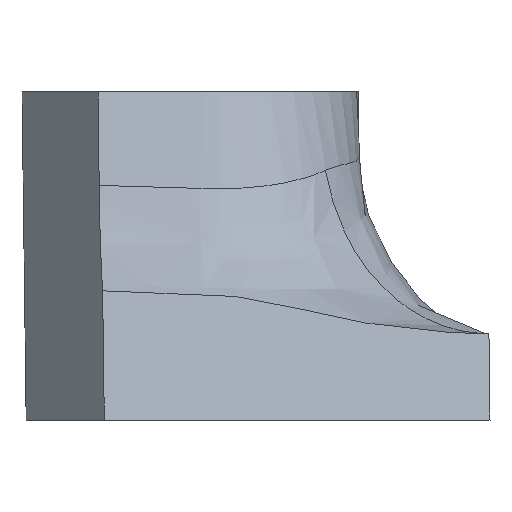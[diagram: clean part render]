
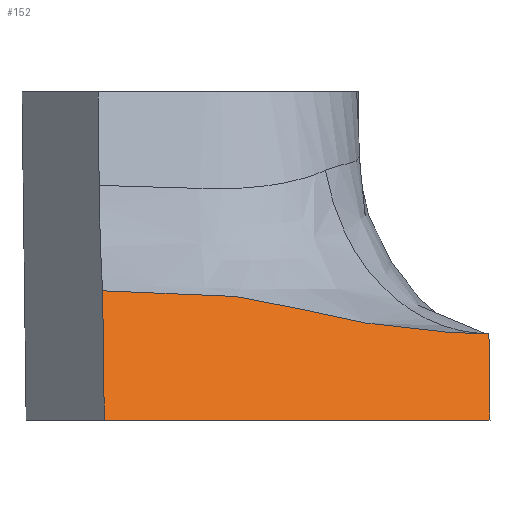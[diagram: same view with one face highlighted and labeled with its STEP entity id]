
A CAD part, left-side view. The second image highlights one B-rep face of the part: STEP entity #152.
In plain terms, the highlighted planar face has unit normal (-0.938, -0.078, 0.339).
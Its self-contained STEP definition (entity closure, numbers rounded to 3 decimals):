
#4 = CARTESIAN_POINT ( 'NONE',  ( 5387.183, -61.161, 6198.176 ) ) ;
#21 = CARTESIAN_POINT ( 'NONE',  ( 5387.163, -45.058, 6201.838 ) ) ;
#27 = CARTESIAN_POINT ( 'NONE',  ( 5387.215, -45.903, 6201.786 ) ) ;
#43 = EDGE_CURVE ( 'NONE', #1124, #836, #642, .T. ) ;
#47 = CARTESIAN_POINT ( 'NONE',  ( 5387.446, -53.49, 6200.676 ) ) ;
#79 = ORIENTED_EDGE ( 'NONE', *, *, #598, .T. ) ;
#85 = EDGE_LOOP ( 'NONE', ( #79, #930, #248, #342, #1030 ) ) ;
#120 = CARTESIAN_POINT ( 'NONE',  ( 5387.25, -48.196, 6201.353 ) ) ;
#123 = CARTESIAN_POINT ( 'NONE',  ( 5653.289, -26.909, 6943.352 ) ) ;
#152 = ADVANCED_FACE ( 'NONE', ( #791 ), #1198, .F. ) ;
#201 = CARTESIAN_POINT ( 'NONE',  ( 5386.546, -53.521, 6198.176 ) ) ;
#215 = CARTESIAN_POINT ( 'NONE',  ( 5387.179, -45.27, 6201.834 ) ) ;
#220 = B_SPLINE_CURVE_WITH_KNOTS ( 'NONE', 3,
 ( #599, #801, #321, #909, #1000, #120, #499, #902, #221, #27, #1200, #215, #21, #1104, #315, #1107 ),
 .UNSPECIFIED., .F., .F.,
 ( 4, 2, 2, 2, 2, 2, 2, 4 ),
 ( 0., 0.003, 0.004, 0.005, 0.006, 0.007, 0.008, 0.01 ),
 .UNSPECIFIED. ) ;
#221 = CARTESIAN_POINT ( 'NONE',  ( 5387.238, -46.532, 6201.706 ) ) ;
#230 = VERTEX_POINT ( 'NONE', #615 ) ;
#247 = VERTEX_POINT ( 'NONE', #47 ) ;
#248 = ORIENTED_EDGE ( 'NONE', *, *, #43, .F. ) ;
#251 = CARTESIAN_POINT ( 'NONE',  ( 5387.392, -52.749, 6200.697 ) ) ;
#261 = CARTESIAN_POINT ( 'NONE',  ( 5387.446, -53.49, 6200.676 ) ) ;
#271 = CARTESIAN_POINT ( 'NONE',  ( 5387.146, -53.5, 6199.843 ) ) ;
#307 = AXIS2_PLACEMENT_3D ( 'NONE', #123, #504, #1074 ) ;
#315 = CARTESIAN_POINT ( 'NONE',  ( 5387.024, -43.151, 6201.893 ) ) ;
#321 = CARTESIAN_POINT ( 'NONE',  ( 5387.273, -50.693, 6200.841 ) ) ;
#332 = B_SPLINE_CURVE_WITH_KNOTS ( 'NONE', 3,
 ( #742, #936, #271, #261 ),
 .UNSPECIFIED., .F., .F.,
 ( 4, 4 ),
 ( -0.266, 0. ),
 .UNSPECIFIED. ) ;
#342 = ORIENTED_EDGE ( 'NONE', *, *, #468, .F. ) ;
#468 = EDGE_CURVE ( 'NONE', #1034, #1124, #868, .T. ) ;
#469 = CARTESIAN_POINT ( 'NONE',  ( 5386.963, -42.303, 6201.918 ) ) ;
#499 = CARTESIAN_POINT ( 'NONE',  ( 5387.25, -47.781, 6201.451 ) ) ;
#504 = DIRECTION ( 'NONE',  ( 0.938, 0.078, -0.338 ) ) ;
#535 = B_SPLINE_CURVE_WITH_KNOTS ( 'NONE', 3,
 ( #739, #1132, #251, #537 ),
 .UNSPECIFIED., .F., .F.,
 ( 4, 4 ),
 ( -4.076, -3.965 ),
 .UNSPECIFIED. ) ;
#537 = CARTESIAN_POINT ( 'NONE',  ( 5387.365, -52.379, 6200.708 ) ) ;
#538 = EDGE_CURVE ( 'NONE', #230, #836, #220, .T. ) ;
#598 = EDGE_CURVE ( 'NONE', #247, #230, #535, .T. ) ;
#599 = CARTESIAN_POINT ( 'NONE',  ( 5387.365, -52.379, 6200.708 ) ) ;
#615 = CARTESIAN_POINT ( 'NONE',  ( 5387.365, -52.379, 6200.708 ) ) ;
#642 = LINE ( 'NONE', #1238, #775 ) ;
#652 = CARTESIAN_POINT ( 'NONE',  ( 5385.616, -42.351, 6198.176 ) ) ;
#736 = EDGE_CURVE ( 'NONE', #1034, #247, #332, .T. ) ;
#739 = CARTESIAN_POINT ( 'NONE',  ( 5387.446, -53.49, 6200.676 ) ) ;
#742 = CARTESIAN_POINT ( 'NONE',  ( 5386.546, -53.521, 6198.176 ) ) ;
#775 = VECTOR ( 'NONE', #1141, 1000. ) ;
#791 = FACE_OUTER_BOUND ( 'NONE', #85, .T. ) ;
#801 = CARTESIAN_POINT ( 'NONE',  ( 5387.304, -51.531, 6200.733 ) ) ;
#836 = VERTEX_POINT ( 'NONE', #469 ) ;
#868 = LINE ( 'NONE', #4, #921 ) ;
#902 = CARTESIAN_POINT ( 'NONE',  ( 5387.245, -46.949, 6201.627 ) ) ;
#909 = CARTESIAN_POINT ( 'NONE',  ( 5387.253, -49.442, 6201.076 ) ) ;
#921 = VECTOR ( 'NONE', #1095, 1000. ) ;
#930 = ORIENTED_EDGE ( 'NONE', *, *, #538, .T. ) ;
#936 = CARTESIAN_POINT ( 'NONE',  ( 5386.846, -53.511, 6199.009 ) ) ;
#1000 = CARTESIAN_POINT ( 'NONE',  ( 5387.251, -49.026, 6201.166 ) ) ;
#1030 = ORIENTED_EDGE ( 'NONE', *, *, #736, .T. ) ;
#1034 = VERTEX_POINT ( 'NONE', #201 ) ;
#1074 = DIRECTION ( 'NONE',  ( 0.339, 0.012, 0.941 ) ) ;
#1095 = DIRECTION ( 'NONE',  ( -0.083, 0.997, 0. ) ) ;
#1104 = CARTESIAN_POINT ( 'NONE',  ( 5387.086, -43.999, 6201.869 ) ) ;
#1107 = CARTESIAN_POINT ( 'NONE',  ( 5386.963, -42.303, 6201.918 ) ) ;
#1124 = VERTEX_POINT ( 'NONE', #652 ) ;
#1132 = CARTESIAN_POINT ( 'NONE',  ( 5387.419, -53.12, 6200.687 ) ) ;
#1141 = DIRECTION ( 'NONE',  ( 0.339, 0.012, 0.941 ) ) ;
#1198 = PLANE ( 'NONE',  #307 ) ;
#1200 = CARTESIAN_POINT ( 'NONE',  ( 5387.205, -45.693, 6201.807 ) ) ;
#1238 = CARTESIAN_POINT ( 'NONE',  ( 4223.798, -83.442, 2969.769 ) ) ;
